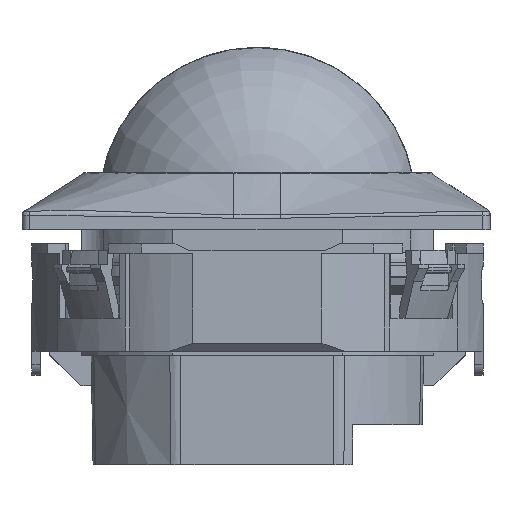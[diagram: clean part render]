
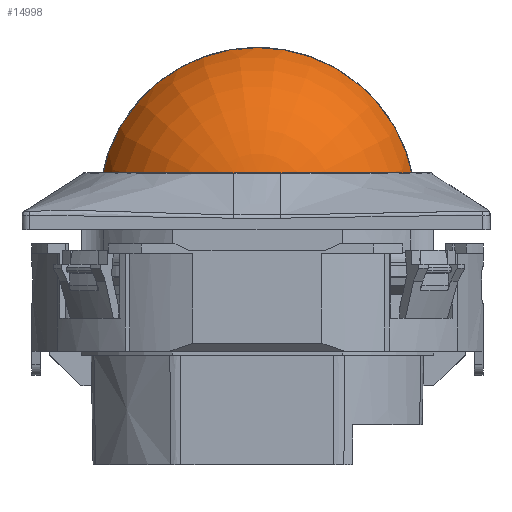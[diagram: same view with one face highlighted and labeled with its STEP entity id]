
A CAD part, left-side view. The second image highlights one B-rep face of the part: STEP entity #14998.
In plain terms, the highlighted toroidal (fillet/blend) face has major radius 1.557 mm and minor radius 19.3 mm.
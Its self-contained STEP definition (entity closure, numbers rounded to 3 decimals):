
#14964=AXIS2_PLACEMENT_3D('Torus Axis2P3D',#14961,#14962,#14963) ;
#14968=AXIS2_PLACEMENT_3D('Circle Axis2P3D',#14966,#14967,$) ;
#14977=AXIS2_PLACEMENT_3D('Circle Axis2P3D',#14975,#14976,$) ;
#14984=AXIS2_PLACEMENT_3D('Circle Axis2P3D',#14982,#14983,$) ;
#14826=CARTESIAN_POINT('Vertex',(-19.461,2.9,35.308)) ;
#14833=CARTESIAN_POINT('Vertex',(-19.245,2.9,37.308)) ;
#14837=CARTESIAN_POINT('Control Point',(-19.245,2.9,37.308)) ;
#14838=CARTESIAN_POINT('Control Point',(-19.287,2.9,37.034)) ;
#14839=CARTESIAN_POINT('Control Point',(-19.325,2.9,36.757)) ;
#14840=CARTESIAN_POINT('Control Point',(-19.359,2.9,36.477)) ;
#14841=CARTESIAN_POINT('Control Point',(-19.401,2.9,36.077)) ;
#14842=CARTESIAN_POINT('Control Point',(-19.435,2.9,35.668)) ;
#14843=CARTESIAN_POINT('Control Point',(-19.445,2.9,35.549)) ;
#14844=CARTESIAN_POINT('Control Point',(-19.453,2.9,35.429)) ;
#14845=CARTESIAN_POINT('Control Point',(-19.461,2.9,35.308)) ;
#14863=CARTESIAN_POINT('Vertex',(-19.232,-3.014,37.308)) ;
#14867=CARTESIAN_POINT('Control Point',(-19.232,-3.014,37.308)) ;
#14868=CARTESIAN_POINT('Control Point',(-19.258,-2.781,37.308)) ;
#14869=CARTESIAN_POINT('Control Point',(-19.282,-2.544,37.308)) ;
#14870=CARTESIAN_POINT('Control Point',(-19.303,-2.303,37.308)) ;
#14871=CARTESIAN_POINT('Control Point',(-19.338,-1.828,37.308)) ;
#14872=CARTESIAN_POINT('Control Point',(-19.363,-1.338,37.308)) ;
#14873=CARTESIAN_POINT('Control Point',(-19.373,-1.097,37.308)) ;
#14874=CARTESIAN_POINT('Control Point',(-19.388,-0.618,37.308)) ;
#14875=CARTESIAN_POINT('Control Point',(-19.393,-0.131,37.308)) ;
#14876=CARTESIAN_POINT('Control Point',(-19.393,0.108,37.308)) ;
#14877=CARTESIAN_POINT('Control Point',(-19.388,0.589,37.308)) ;
#14878=CARTESIAN_POINT('Control Point',(-19.374,1.064,37.308)) ;
#14879=CARTESIAN_POINT('Control Point',(-19.365,1.3,37.308)) ;
#14880=CARTESIAN_POINT('Control Point',(-19.341,1.771,37.308)) ;
#14881=CARTESIAN_POINT('Control Point',(-19.308,2.228,37.308)) ;
#14882=CARTESIAN_POINT('Control Point',(-19.289,2.455,37.308)) ;
#14883=CARTESIAN_POINT('Control Point',(-19.268,2.679,37.308)) ;
#14884=CARTESIAN_POINT('Control Point',(-19.245,2.9,37.308)) ;
#14902=CARTESIAN_POINT('Vertex',(-19.451,-3.014,35.308)) ;
#14906=CARTESIAN_POINT('Control Point',(-19.232,-3.014,37.308)) ;
#14907=CARTESIAN_POINT('Control Point',(-19.275,-3.014,37.035)) ;
#14908=CARTESIAN_POINT('Control Point',(-19.313,-3.014,36.758)) ;
#14909=CARTESIAN_POINT('Control Point',(-19.348,-3.014,36.477)) ;
#14910=CARTESIAN_POINT('Control Point',(-19.39,-3.014,36.077)) ;
#14911=CARTESIAN_POINT('Control Point',(-19.425,-3.014,35.668)) ;
#14912=CARTESIAN_POINT('Control Point',(-19.434,-3.014,35.549)) ;
#14913=CARTESIAN_POINT('Control Point',(-19.443,-3.014,35.429)) ;
#14914=CARTESIAN_POINT('Control Point',(-19.451,-3.014,35.308)) ;
#14929=CARTESIAN_POINT('Control Point',(-19.451,-3.014,35.308)) ;
#14930=CARTESIAN_POINT('Control Point',(-19.472,-2.78,35.308)) ;
#14931=CARTESIAN_POINT('Control Point',(-19.491,-2.543,35.308)) ;
#14932=CARTESIAN_POINT('Control Point',(-19.507,-2.303,35.308)) ;
#14933=CARTESIAN_POINT('Control Point',(-19.526,-1.943,35.308)) ;
#14934=CARTESIAN_POINT('Control Point',(-19.54,-1.577,35.308)) ;
#14935=CARTESIAN_POINT('Control Point',(-19.544,-1.457,35.308)) ;
#14936=CARTESIAN_POINT('Control Point',(-19.551,-1.216,35.308)) ;
#14937=CARTESIAN_POINT('Control Point',(-19.556,-0.974,35.308)) ;
#14938=CARTESIAN_POINT('Control Point',(-19.557,-0.854,35.308)) ;
#14939=CARTESIAN_POINT('Control Point',(-19.562,-0.492,35.308)) ;
#14940=CARTESIAN_POINT('Control Point',(-19.564,-0.13,35.308)) ;
#14941=CARTESIAN_POINT('Control Point',(-19.564,0.111,35.308)) ;
#14942=CARTESIAN_POINT('Control Point',(-19.562,0.473,35.308)) ;
#14943=CARTESIAN_POINT('Control Point',(-19.558,0.835,35.308)) ;
#14944=CARTESIAN_POINT('Control Point',(-19.556,0.955,35.308)) ;
#14945=CARTESIAN_POINT('Control Point',(-19.549,1.317,35.308)) ;
#14946=CARTESIAN_POINT('Control Point',(-19.537,1.675,35.308)) ;
#14947=CARTESIAN_POINT('Control Point',(-19.528,1.913,35.308)) ;
#14948=CARTESIAN_POINT('Control Point',(-19.51,2.254,35.308)) ;
#14949=CARTESIAN_POINT('Control Point',(-19.486,2.589,35.308)) ;
#14950=CARTESIAN_POINT('Control Point',(-19.478,2.694,35.308)) ;
#14951=CARTESIAN_POINT('Control Point',(-19.47,2.797,35.308)) ;
#14952=CARTESIAN_POINT('Control Point',(-19.461,2.9,35.308)) ;
#14961=CARTESIAN_POINT('Axis2P3D Location',(-0.274,0.,33.104)) ;
#14966=CARTESIAN_POINT('Axis2P3D Location',(-0.274,-1.557,33.104)) ;
#14970=CARTESIAN_POINT('Vertex',(-19.511,0.,33.104)) ;
#14972=CARTESIAN_POINT('Vertex',(-5.203,-20.217,33.104)) ;
#14975=CARTESIAN_POINT('Axis2P3D Location',(-5.203,0.,33.104)) ;
#14979=CARTESIAN_POINT('Vertex',(-5.203,20.217,33.104)) ;
#14982=CARTESIAN_POINT('Axis2P3D Location',(-0.274,1.557,33.104)) ;
#14962=DIRECTION('Axis2P3D Direction',(-1.,0.,0.)) ;
#14963=DIRECTION('Axis2P3D XDirection',(0.,-1.,0.)) ;
#14967=DIRECTION('Axis2P3D Direction',(0.,0.,-1.)) ;
#14976=DIRECTION('Axis2P3D Direction',(-1.,0.,0.)) ;
#14983=DIRECTION('Axis2P3D Direction',(0.,0.,1.)) ;
#14988=ORIENTED_EDGE('',*,*,#14974,.T.) ;
#14989=ORIENTED_EDGE('',*,*,#14981,.T.) ;
#14990=ORIENTED_EDGE('',*,*,#14986,.F.) ;
#14993=ORIENTED_EDGE('',*,*,#14846,.F.) ;
#14994=ORIENTED_EDGE('',*,*,#14885,.F.) ;
#14995=ORIENTED_EDGE('',*,*,#14915,.T.) ;
#14996=ORIENTED_EDGE('',*,*,#14953,.T.) ;
#14997=FACE_BOUND('',#14992,.T.) ;
#14998=ADVANCED_FACE('Body.7',(#14991,#14997),#14965,.T.) ;
#14836=B_SPLINE_CURVE_WITH_KNOTS('',5,(#14837,#14838,#14839,#14840,#14841,#14842,#14843,#14844,#14845),.UNSPECIFIED.,.F.,.U.,(6,3,6),(0.,1.815,2.551),.UNSPECIFIED.) ;
#14866=B_SPLINE_CURVE_WITH_KNOTS('',5,(#14867,#14868,#14869,#14870,#14871,#14872,#14873,#14874,#14875,#14876,#14877,#14878,#14879,#14880,#14881,#14882,#14883,#14884),.UNSPECIFIED.,.F.,.U.,(6,3,3,3,3,6),(0.,1.393,2.711,3.986,5.276,6.587),.UNSPECIFIED.) ;
#14905=B_SPLINE_CURVE_WITH_KNOTS('',5,(#14906,#14907,#14908,#14909,#14910,#14911,#14912,#14913,#14914),.UNSPECIFIED.,.F.,.U.,(6,3,6),(0.,1.806,2.537),.UNSPECIFIED.) ;
#14928=B_SPLINE_CURVE_WITH_KNOTS('',5,(#14929,#14930,#14931,#14932,#14933,#14934,#14935,#14936,#14937,#14938,#14939,#14940,#14941,#14942,#14943,#14944,#14945,#14946,#14947,#14948,#14949,#14950,#14951,#14952),.UNSPECIFIED.,.F.,.U.,(6,3,3,3,3,3,3,6),(0.,1.542,2.291,3.032,4.509,5.248,6.738,7.414),.UNSPECIFIED.) ;
#14969=CIRCLE('generated circle',#14968,19.3) ;
#14978=CIRCLE('generated circle',#14977,20.217) ;
#14985=CIRCLE('generated circle',#14984,19.3) ;
#14965=DEGENERATE_TOROIDAL_SURFACE('homeo Torus',#14964,1.557,19.3,.T.) ;
#14846=EDGE_CURVE('',#14834,#14827,#14836,.T.) ;
#14885=EDGE_CURVE('',#14864,#14834,#14866,.T.) ;
#14915=EDGE_CURVE('',#14864,#14903,#14905,.T.) ;
#14953=EDGE_CURVE('',#14903,#14827,#14928,.T.) ;
#14974=EDGE_CURVE('',#14971,#14973,#14969,.F.) ;
#14981=EDGE_CURVE('',#14973,#14980,#14978,.T.) ;
#14986=EDGE_CURVE('',#14971,#14980,#14985,.F.) ;
#14987=EDGE_LOOP('',(#14988,#14989,#14990)) ;
#14992=EDGE_LOOP('',(#14993,#14994,#14995,#14996)) ;
#14991=FACE_OUTER_BOUND('',#14987,.T.) ;
#14827=VERTEX_POINT('',#14826) ;
#14834=VERTEX_POINT('',#14833) ;
#14864=VERTEX_POINT('',#14863) ;
#14903=VERTEX_POINT('',#14902) ;
#14971=VERTEX_POINT('',#14970) ;
#14973=VERTEX_POINT('',#14972) ;
#14980=VERTEX_POINT('',#14979) ;
